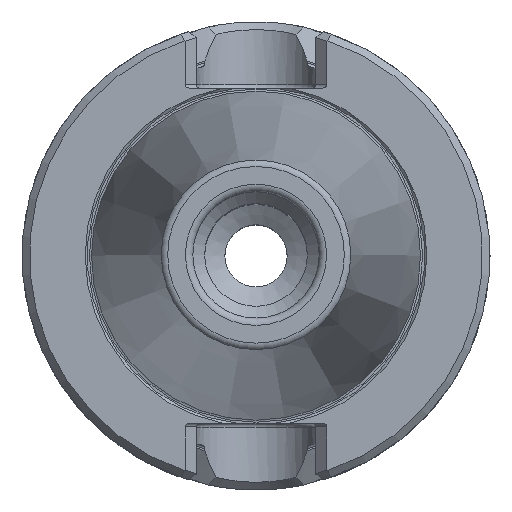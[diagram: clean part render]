
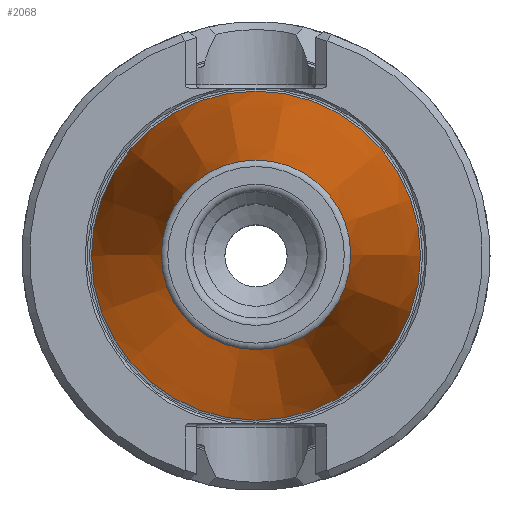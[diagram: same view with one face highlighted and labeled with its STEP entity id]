
A CAD part, top view. The second image highlights one B-rep face of the part: STEP entity #2068.
In plain terms, the highlighted conical face has half-angle 8.297 degrees and reference radius 12.396 mm.
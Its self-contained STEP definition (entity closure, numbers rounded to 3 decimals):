
#223=CONICAL_SURFACE('',#2203,12.396,0.145);
#320=ORIENTED_EDGE('',*,*,#679,.T.);
#321=ORIENTED_EDGE('',*,*,#678,.F.);
#678=EDGE_CURVE('',#870,#870,#1008,.F.);
#679=EDGE_CURVE('',#871,#871,#1009,.F.);
#870=VERTEX_POINT('',#2811);
#871=VERTEX_POINT('',#2814);
#1008=CIRCLE('',#2202,12.763);
#1009=CIRCLE('',#2204,22.149);
#1108=EDGE_LOOP('',(#320));
#1109=EDGE_LOOP('',(#321));
#1248=FACE_BOUND('',#1108,.T.);
#1249=FACE_BOUND('',#1109,.T.);
#2068=ADVANCED_FACE('',(#1248,#1249),#223,.T.);
#2202=AXIS2_PLACEMENT_3D('',#2810,#2438,#2439);
#2203=AXIS2_PLACEMENT_3D('',#2812,#2440,#2441);
#2204=AXIS2_PLACEMENT_3D('',#2813,#2442,#2443);
#2438=DIRECTION('',(0.,0.,-1.));
#2439=DIRECTION('',(-1.,0.,0.));
#2440=DIRECTION('',(0.,0.,-1.));
#2441=DIRECTION('',(-1.,0.,0.));
#2442=DIRECTION('',(0.,0.,-1.));
#2443=DIRECTION('',(-1.,0.,0.));
#2810=CARTESIAN_POINT('',(0.,0.,64.886));
#2811=CARTESIAN_POINT('',(-12.763,0.,64.886));
#2812=CARTESIAN_POINT('',(0.,0.,67.4));
#2813=CARTESIAN_POINT('',(0.,0.,0.524));
#2814=CARTESIAN_POINT('',(-22.149,0.,0.524));
